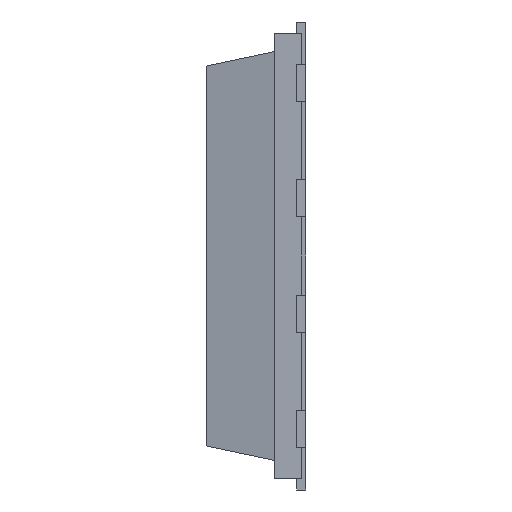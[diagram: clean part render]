
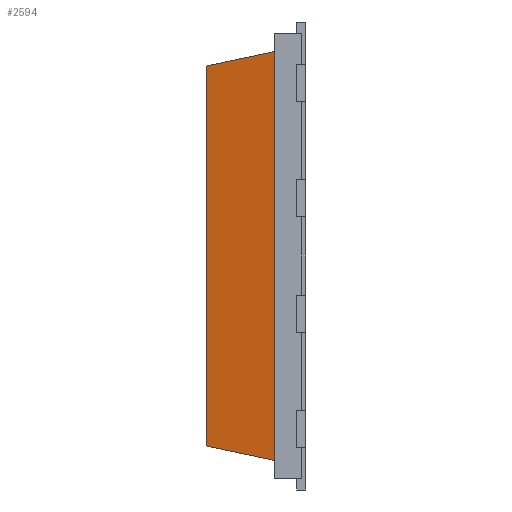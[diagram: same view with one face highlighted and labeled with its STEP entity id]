
A CAD part, left-side view. The second image highlights one B-rep face of the part: STEP entity #2594.
In plain terms, the highlighted planar face has unit normal (-0.978, 0.208, 0).
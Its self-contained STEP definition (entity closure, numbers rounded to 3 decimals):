
#237 = ORIENTED_EDGE ( 'NONE', *, *, #2337, .F. ) ;
#413 = CARTESIAN_POINT ( 'NONE',  ( -2.586, 1.05, -2.091 ) ) ;
#449 = CARTESIAN_POINT ( 'NONE',  ( -2.586, 1.05, -2.25 ) ) ;
#511 = LINE ( 'NONE', #1413, #2816 ) ;
#639 = CARTESIAN_POINT ( 'NONE',  ( -2.745, 0.3, 2.25 ) ) ;
#681 = CARTESIAN_POINT ( 'NONE',  ( -2.745, 0.3, -2.25 ) ) ;
#811 = ORIENTED_EDGE ( 'NONE', *, *, #2815, .T. ) ;
#864 = LINE ( 'NONE', #681, #2699 ) ;
#971 = VECTOR ( 'NONE', #3491, 1000. ) ;
#1024 = DIRECTION ( 'NONE',  ( -0.204, -0.958, -0.204 ) ) ;
#1250 = VERTEX_POINT ( 'NONE', #3190 ) ;
#1264 = CARTESIAN_POINT ( 'NONE',  ( -2.745, 0.3, -2.25 ) ) ;
#1267 = DIRECTION ( 'NONE',  ( 0., 0., 1. ) ) ;
#1413 = CARTESIAN_POINT ( 'NONE',  ( -2.745, 0.3, -2.25 ) ) ;
#1560 = LINE ( 'NONE', #449, #2516 ) ;
#1597 = CARTESIAN_POINT ( 'NONE',  ( -2.745, 0.3, 2.25 ) ) ;
#1653 = LINE ( 'NONE', #639, #971 ) ;
#1687 = VERTEX_POINT ( 'NONE', #413 ) ;
#1692 = EDGE_CURVE ( 'NONE', #1687, #1250, #1560, .T. ) ;
#1994 = CARTESIAN_POINT ( 'NONE',  ( -2.745, 0.3, -2.25 ) ) ;
#2049 = FACE_OUTER_BOUND ( 'NONE', #2344, .T. ) ;
#2337 = EDGE_CURVE ( 'NONE', #1250, #2549, #1653, .T. ) ;
#2344 = EDGE_LOOP ( 'NONE', ( #811, #237, #2983, #3427 ) ) ;
#2516 = VECTOR ( 'NONE', #1267, 1000. ) ;
#2549 = VERTEX_POINT ( 'NONE', #1597 ) ;
#2594 = ADVANCED_FACE ( 'NONE', ( #2049 ), #3001, .T. ) ;
#2699 = VECTOR ( 'NONE', #1024, 1000. ) ;
#2794 = VERTEX_POINT ( 'NONE', #1994 ) ;
#2815 = EDGE_CURVE ( 'NONE', #2794, #2549, #511, .T. ) ;
#2816 = VECTOR ( 'NONE', #2866, 1000. ) ;
#2866 = DIRECTION ( 'NONE',  ( 0., 0., 1. ) ) ;
#2983 = ORIENTED_EDGE ( 'NONE', *, *, #1692, .F. ) ;
#2989 = AXIS2_PLACEMENT_3D ( 'NONE', #1264, #3290, #3016 ) ;
#3001 = PLANE ( 'NONE',  #2989 ) ;
#3016 = DIRECTION ( 'NONE',  ( -0.208, -0.978, 0. ) ) ;
#3190 = CARTESIAN_POINT ( 'NONE',  ( -2.586, 1.05, 2.091 ) ) ;
#3290 = DIRECTION ( 'NONE',  ( -0.978, 0.208, 0. ) ) ;
#3427 = ORIENTED_EDGE ( 'NONE', *, *, #3639, .T. ) ;
#3491 = DIRECTION ( 'NONE',  ( -0.204, -0.958, 0.204 ) ) ;
#3639 = EDGE_CURVE ( 'NONE', #1687, #2794, #864, .T. ) ;
